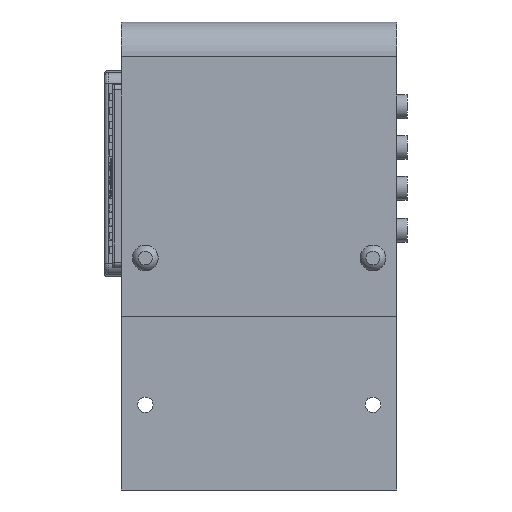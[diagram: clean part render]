
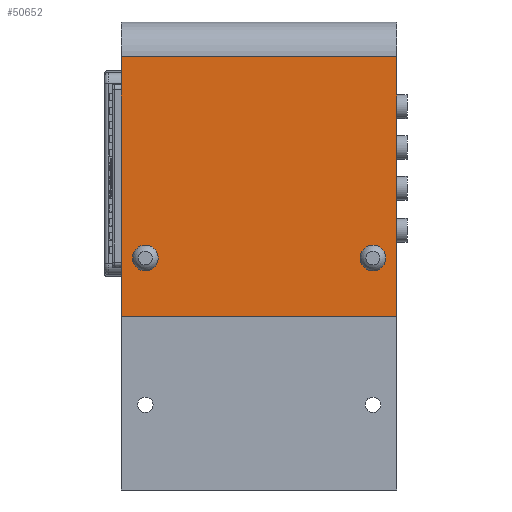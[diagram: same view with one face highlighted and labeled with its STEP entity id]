
A CAD part, front view. The second image highlights one B-rep face of the part: STEP entity #50652.
In plain terms, the highlighted planar face has unit normal (0, -1, 0).
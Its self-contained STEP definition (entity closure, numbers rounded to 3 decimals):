
#2338=FACE_BOUND('',#9615,.T.);
#2339=FACE_BOUND('',#9616,.T.);
#3988=PLANE('',#53659);
#6667=FACE_OUTER_BOUND('',#9614,.T.);
#9614=EDGE_LOOP('',(#44842,#44843,#44844,#44845));
#9615=EDGE_LOOP('',(#44846));
#9616=EDGE_LOOP('',(#44847));
#14193=LINE('',#116708,#18775);
#14194=LINE('',#116710,#18776);
#14195=LINE('',#116712,#18777);
#14196=LINE('',#116713,#18778);
#18775=VECTOR('',#64196,1000.);
#18776=VECTOR('',#64197,1000.);
#18777=VECTOR('',#64198,1000.);
#18778=VECTOR('',#64199,1000.);
#18807=CIRCLE('',#50710,3.5);
#18816=CIRCLE('',#50725,3.5);
#19666=VERTEX_POINT('',#64298);
#19674=VERTEX_POINT('',#64324);
#24098=VERTEX_POINT('',#116706);
#24099=VERTEX_POINT('',#116707);
#24100=VERTEX_POINT('',#116709);
#24101=VERTEX_POINT('',#116711);
#24129=EDGE_CURVE('',#19666,#19666,#18807,.T.);
#24141=EDGE_CURVE('',#19674,#19674,#18816,.T.);
#31018=EDGE_CURVE('',#24098,#24099,#14193,.F.);
#31019=EDGE_CURVE('',#24100,#24098,#14194,.T.);
#31020=EDGE_CURVE('',#24100,#24101,#14195,.F.);
#31021=EDGE_CURVE('',#24101,#24099,#14196,.F.);
#44842=ORIENTED_EDGE('',*,*,#31018,.F.);
#44843=ORIENTED_EDGE('',*,*,#31019,.F.);
#44844=ORIENTED_EDGE('',*,*,#31020,.T.);
#44845=ORIENTED_EDGE('',*,*,#31021,.T.);
#44846=ORIENTED_EDGE('',*,*,#24129,.T.);
#44847=ORIENTED_EDGE('',*,*,#24141,.T.);
#50652=ADVANCED_FACE('',(#6667,#2338,#2339),#3988,.T.);
#50710=AXIS2_PLACEMENT_3D('',#64299,#53737,#53738);
#50725=AXIS2_PLACEMENT_3D('',#64325,#53770,#53771);
#53659=AXIS2_PLACEMENT_3D('',#116705,#64194,#64195);
#53737=DIRECTION('center_axis',(0.,1.,0.));
#53738=DIRECTION('ref_axis',(1.,0.,0.));
#53770=DIRECTION('center_axis',(0.,1.,0.));
#53771=DIRECTION('ref_axis',(0.,0.,
-1.));
#64194=DIRECTION('center_axis',(0.,-1.,0.));
#64195=DIRECTION('ref_axis',(0.,0.,
1.));
#64196=DIRECTION('',(0.,0.,1.));
#64197=DIRECTION('',(1.,0.,0.));
#64198=DIRECTION('',(0.,0.,1.));
#64199=DIRECTION('',(-1.,0.,0.));
#64298=CARTESIAN_POINT('',(-34.5,-134.7,16.));
#64299=CARTESIAN_POINT('Origin',(-31.,-134.7,16.));
#64324=CARTESIAN_POINT('',(31.,-134.7,19.5));
#64325=CARTESIAN_POINT('Origin',(31.,-134.7,16.));
#116705=CARTESIAN_POINT('Origin',(-37.5,-134.7,70.8));
#116706=CARTESIAN_POINT('',(37.5,-134.7,70.8));
#116707=CARTESIAN_POINT('',(37.5,-134.7,0.));
#116708=CARTESIAN_POINT('',(37.5,-134.7,70.8));
#116709=CARTESIAN_POINT('',(-37.5,-134.7,70.8));
#116710=CARTESIAN_POINT('',(-37.5,-134.7,70.8));
#116711=CARTESIAN_POINT('',(-37.5,-134.7,0.));
#116712=CARTESIAN_POINT('',(-37.5,-134.7,70.8));
#116713=CARTESIAN_POINT('',(-37.5,-134.7,0.));
